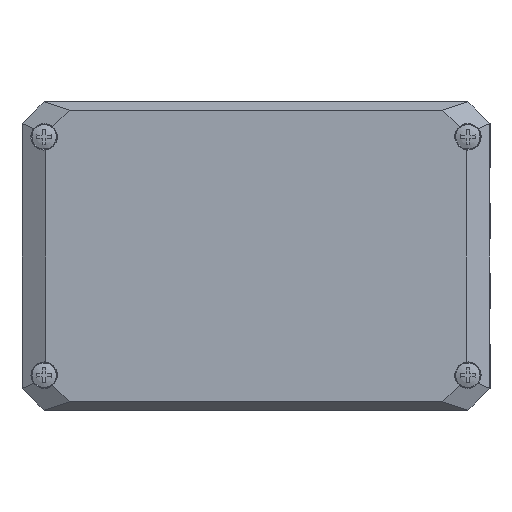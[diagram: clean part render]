
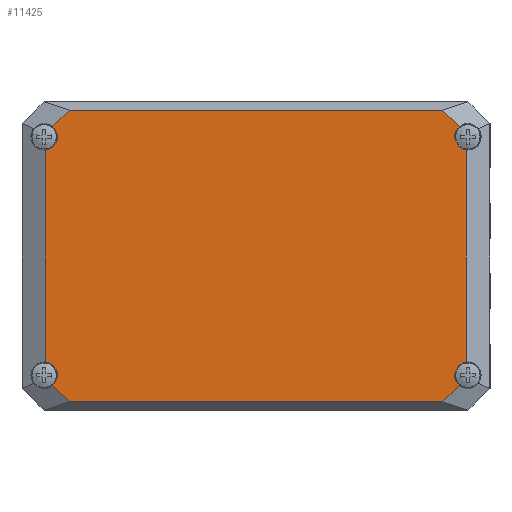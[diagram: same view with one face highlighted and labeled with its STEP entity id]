
A CAD part, front view. The second image highlights one B-rep face of the part: STEP entity #11425.
In plain terms, the highlighted face is planar.
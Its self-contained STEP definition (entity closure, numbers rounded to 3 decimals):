
#771=FACE_OUTER_BOUND('',#1353,.T.);
#1353=EDGE_LOOP('',(#8894,#8895,#8896,#8897,#8898,#8899,#8900,#8901,#8902,
#8903,#8904,#8905,#8906,#8907));
#1767=CIRCLE('',#12215,3.);
#1770=CIRCLE('',#12224,3.);
#1771=CIRCLE('',#12229,3.);
#1773=CIRCLE('',#12231,3.);
#1774=CIRCLE('',#12236,3.);
#1776=CIRCLE('',#12238,3.);
#2675=LINE('',#17505,#3977);
#2676=LINE('',#17507,#3978);
#2677=LINE('',#17508,#3979);
#2678=LINE('',#17509,#3980);
#2679=LINE('',#17511,#3981);
#2680=LINE('',#17513,#3982);
#2681=LINE('',#17514,#3983);
#2682=LINE('',#17515,#3984);
#3977=VECTOR('',#14206,10.);
#3978=VECTOR('',#14207,10.);
#3979=VECTOR('',#14208,10.);
#3980=VECTOR('',#14209,10.);
#3981=VECTOR('',#14210,10.);
#3982=VECTOR('',#14211,10.);
#3983=VECTOR('',#14212,10.);
#3984=VECTOR('',#14213,10.);
#5111=VERTEX_POINT('',#17455);
#5112=VERTEX_POINT('',#17457);
#5115=VERTEX_POINT('',#17466);
#5118=VERTEX_POINT('',#17473);
#5120=VERTEX_POINT('',#17479);
#5121=VERTEX_POINT('',#17481);
#5122=VERTEX_POINT('',#17483);
#5125=VERTEX_POINT('',#17492);
#5126=VERTEX_POINT('',#17494);
#5127=VERTEX_POINT('',#17496);
#5129=VERTEX_POINT('',#17504);
#5130=VERTEX_POINT('',#17506);
#5131=VERTEX_POINT('',#17510);
#5132=VERTEX_POINT('',#17512);
#6476=EDGE_CURVE('',#5112,#5111,#1767,.T.);
#6485=EDGE_CURVE('',#5115,#5118,#1770,.T.);
#6488=EDGE_CURVE('',#5122,#5121,#1771,.T.);
#6491=EDGE_CURVE('',#5120,#5122,#1773,.T.);
#6494=EDGE_CURVE('',#5127,#5126,#1774,.T.);
#6497=EDGE_CURVE('',#5125,#5127,#1776,.T.);
#6498=EDGE_CURVE('',#5129,#5111,#2675,.T.);
#6499=EDGE_CURVE('',#5130,#5129,#2676,.T.);
#6500=EDGE_CURVE('',#5125,#5130,#2677,.T.);
#6501=EDGE_CURVE('',#5120,#5126,#2678,.T.);
#6502=EDGE_CURVE('',#5131,#5121,#2679,.T.);
#6503=EDGE_CURVE('',#5132,#5131,#2680,.T.);
#6504=EDGE_CURVE('',#5115,#5132,#2681,.T.);
#6505=EDGE_CURVE('',#5112,#5118,#2682,.T.);
#8894=ORIENTED_EDGE('',*,*,#6476,.T.);
#8895=ORIENTED_EDGE('',*,*,#6498,.F.);
#8896=ORIENTED_EDGE('',*,*,#6499,.F.);
#8897=ORIENTED_EDGE('',*,*,#6500,.F.);
#8898=ORIENTED_EDGE('',*,*,#6497,.T.);
#8899=ORIENTED_EDGE('',*,*,#6494,.T.);
#8900=ORIENTED_EDGE('',*,*,#6501,.F.);
#8901=ORIENTED_EDGE('',*,*,#6491,.T.);
#8902=ORIENTED_EDGE('',*,*,#6488,.T.);
#8903=ORIENTED_EDGE('',*,*,#6502,.F.);
#8904=ORIENTED_EDGE('',*,*,#6503,.F.);
#8905=ORIENTED_EDGE('',*,*,#6504,.F.);
#8906=ORIENTED_EDGE('',*,*,#6485,.T.);
#8907=ORIENTED_EDGE('',*,*,#6505,.F.);
#10947=PLANE('',#12240);
#11425=ADVANCED_FACE('',(#771),#10947,.T.);
#12215=AXIS2_PLACEMENT_3D('',#17458,#14150,#14151);
#12224=AXIS2_PLACEMENT_3D('',#17475,#14170,#14171);
#12229=AXIS2_PLACEMENT_3D('',#17484,#14180,#14181);
#12231=AXIS2_PLACEMENT_3D('',#17488,#14185,#14186);
#12236=AXIS2_PLACEMENT_3D('',#17497,#14195,#14196);
#12238=AXIS2_PLACEMENT_3D('',#17501,#14200,#14201);
#12240=AXIS2_PLACEMENT_3D('',#17503,#14204,#14205);
#14150=DIRECTION('center_axis',(0.,-1.,0.));
#14151=DIRECTION('ref_axis',(-1.,0.,0.));
#14170=DIRECTION('center_axis',(0.,-1.,0.));
#14171=DIRECTION('ref_axis',(-1.,0.,0.));
#14180=DIRECTION('center_axis',(0.,-1.,0.));
#14181=DIRECTION('ref_axis',(-1.,0.,0.));
#14185=DIRECTION('center_axis',(0.,-1.,0.));
#14186=DIRECTION('ref_axis',(-1.,0.,0.));
#14195=DIRECTION('center_axis',(0.,-1.,0.));
#14196=DIRECTION('ref_axis',(-1.,0.,0.));
#14200=DIRECTION('center_axis',(0.,-1.,0.));
#14201=DIRECTION('ref_axis',(-1.,0.,0.));
#14204=DIRECTION('center_axis',(0.,1.,0.));
#14205=DIRECTION('ref_axis',(0.,0.,1.));
#14206=DIRECTION('',(0.707,0.,0.707));
#14207=DIRECTION('',(1.,0.,0.));
#14208=DIRECTION('',(0.707,0.,-0.707));
#14209=DIRECTION('',(0.,0.,-1.));
#14210=DIRECTION('',(-0.707,0.,-0.707));
#14211=DIRECTION('',(-1.,0.,0.));
#14212=DIRECTION('',(-0.707,0.,0.707));
#14213=DIRECTION('',(0.,0.,1.));
#17455=CARTESIAN_POINT('',(46.042,9.,5.727));
#17457=CARTESIAN_POINT('',(47.565,9.,10.968));
#17458=CARTESIAN_POINT('Origin',(48.,9.,8.));
#17466=CARTESIAN_POINT('',(46.042,9.,64.273));
#17473=CARTESIAN_POINT('',(47.565,9.,59.032));
#17475=CARTESIAN_POINT('Origin',(48.,9.,62.));
#17479=CARTESIAN_POINT('',(-47.565,9.,59.032));
#17481=CARTESIAN_POINT('',(-46.042,9.,64.273));
#17483=CARTESIAN_POINT('',(-45.,9.,62.));
#17484=CARTESIAN_POINT('Origin',(-48.,9.,62.));
#17488=CARTESIAN_POINT('Origin',(-48.,9.,62.));
#17492=CARTESIAN_POINT('',(-46.042,9.,5.727));
#17494=CARTESIAN_POINT('',(-47.565,9.,10.968));
#17496=CARTESIAN_POINT('',(-45.,9.,8.));
#17497=CARTESIAN_POINT('Origin',(-48.,9.,8.));
#17501=CARTESIAN_POINT('Origin',(-48.,9.,8.));
#17503=CARTESIAN_POINT('Origin',(0.,9.,35.));
#17504=CARTESIAN_POINT('',(42.308,9.,1.994));
#17505=CARTESIAN_POINT('',(40.907,9.,0.593));
#17506=CARTESIAN_POINT('',(-42.308,9.,1.994));
#17507=CARTESIAN_POINT('',(0.,9.,1.994));
#17508=CARTESIAN_POINT('',(-43.407,9.,3.093));
#17509=CARTESIAN_POINT('',(-47.565,9.,50.));
#17510=CARTESIAN_POINT('',(-42.308,9.,68.006));
#17511=CARTESIAN_POINT('',(-40.907,9.,69.407));
#17512=CARTESIAN_POINT('',(42.308,9.,68.006));
#17513=CARTESIAN_POINT('',(0.,9.,68.006));
#17514=CARTESIAN_POINT('',(43.407,9.,66.907));
#17515=CARTESIAN_POINT('',(47.565,9.,20.));
